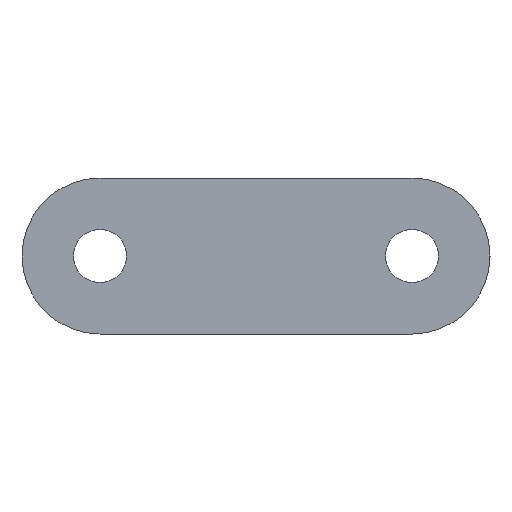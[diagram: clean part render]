
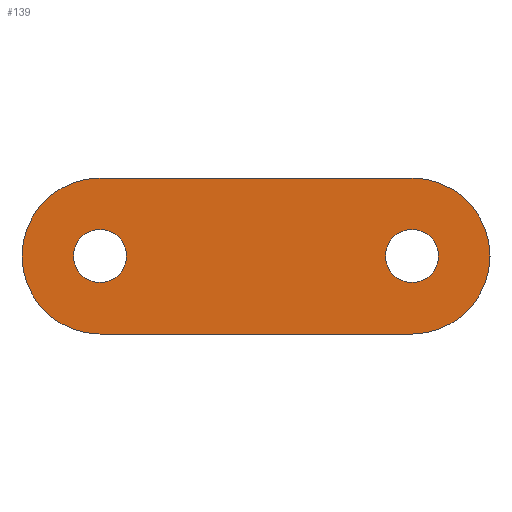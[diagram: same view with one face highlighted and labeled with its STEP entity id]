
A CAD part, left-side view. The second image highlights one B-rep face of the part: STEP entity #139.
In plain terms, the highlighted planar face has unit normal (-1, 0, 0).
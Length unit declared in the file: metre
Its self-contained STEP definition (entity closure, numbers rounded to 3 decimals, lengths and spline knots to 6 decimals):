
#12=CIRCLE('',#155,0.0025);
#14=CIRCLE('',#159,0.0025);
#17=CIRCLE('',#163,0.00085);
#19=CIRCLE('',#166,0.00085);
#50=ORIENTED_EDGE('',*,*,#69,.T.);
#51=ORIENTED_EDGE('',*,*,#56,.T.);
#52=ORIENTED_EDGE('',*,*,#66,.T.);
#53=ORIENTED_EDGE('',*,*,#63,.F.);
#54=ORIENTED_EDGE('',*,*,#60,.T.);
#55=ORIENTED_EDGE('',*,*,#71,.T.);
#56=EDGE_CURVE('',#72,#73,#84,.T.);
#60=EDGE_CURVE('',#76,#72,#12,.T.);
#63=EDGE_CURVE('',#76,#78,#89,.T.);
#66=EDGE_CURVE('',#73,#78,#14,.T.);
#69=EDGE_CURVE('',#81,#81,#17,.T.);
#71=EDGE_CURVE('',#83,#83,#19,.T.);
#72=VERTEX_POINT('',#214);
#73=VERTEX_POINT('',#215);
#76=VERTEX_POINT('',#223);
#78=VERTEX_POINT('',#229);
#81=VERTEX_POINT('',#240);
#83=VERTEX_POINT('',#245);
#84=LINE('',#213,#92);
#89=LINE('',#228,#97);
#92=VECTOR('',#173,1.);
#97=VECTOR('',#186,1.);
#111=EDGE_LOOP('',(#50));
#112=EDGE_LOOP('',(#51,#52,#53,#54));
#113=EDGE_LOOP('',(#55));
#125=FACE_BOUND('',#111,.T.);
#126=FACE_BOUND('',#112,.T.);
#127=FACE_BOUND('',#113,.T.);
#131=PLANE('',#168);
#139=ADVANCED_FACE('',(#125,#126,#127),#131,.F.);
#155=AXIS2_PLACEMENT_3D('',#222,#179,#180);
#159=AXIS2_PLACEMENT_3D('',#234,#191,#192);
#163=AXIS2_PLACEMENT_3D('',#239,#199,#200);
#166=AXIS2_PLACEMENT_3D('',#244,#205,#206);
#168=AXIS2_PLACEMENT_3D('',#247,#209,#210);
#173=DIRECTION('',(0.,1.,0.));
#179=DIRECTION('',(-1.,0.,0.));
#180=DIRECTION('',(0.,0.,-1.));
#186=DIRECTION('',(0.,1.,0.));
#191=DIRECTION('',(-1.,0.,0.));
#192=DIRECTION('',(0.,0.,-1.));
#199=DIRECTION('',(1.,0.,0.));
#200=DIRECTION('',(0.,0.,-1.));
#205=DIRECTION('',(1.,0.,0.));
#206=DIRECTION('',(0.,0.,-1.));
#209=DIRECTION('',(1.,0.,0.));
#210=DIRECTION('',(0.,1.,0.));
#213=CARTESIAN_POINT('',(0.,0.,0.0025));
#214=CARTESIAN_POINT('',(0.,-0.005,0.0025));
#215=CARTESIAN_POINT('',(0.,0.005,0.0025));
#222=CARTESIAN_POINT('',(0.,-0.005,0.));
#223=CARTESIAN_POINT('',(0.,-0.005,-0.0025));
#228=CARTESIAN_POINT('',(0.,0.,-0.0025));
#229=CARTESIAN_POINT('',(0.,0.005,-0.0025));
#234=CARTESIAN_POINT('',(0.,0.005,0.));
#239=CARTESIAN_POINT('',(0.,0.005,0.));
#240=CARTESIAN_POINT('',(0.,0.005,-0.00085));
#244=CARTESIAN_POINT('',(0.,-0.005,0.));
#245=CARTESIAN_POINT('',(0.,-0.005,-0.00085));
#247=CARTESIAN_POINT('',(0.,0.,0.));
